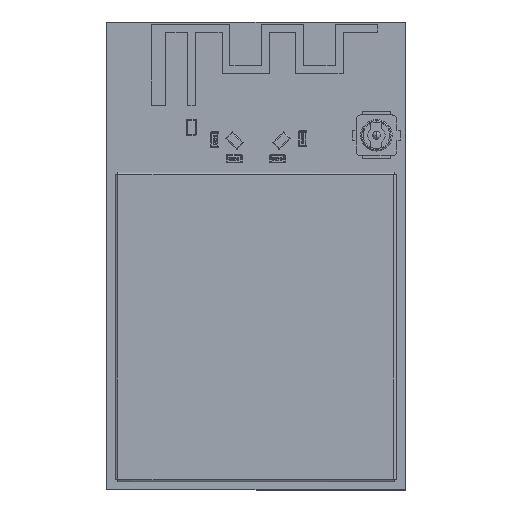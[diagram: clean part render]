
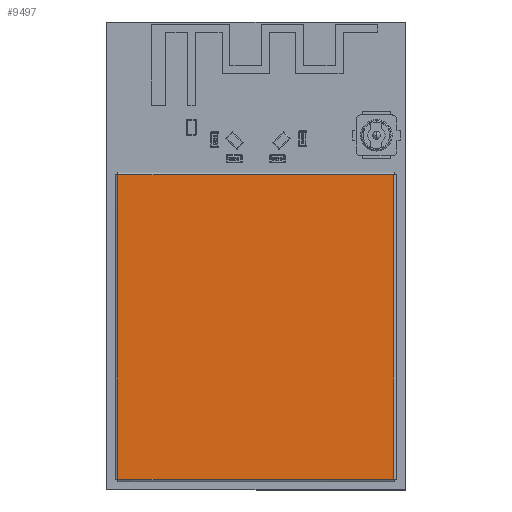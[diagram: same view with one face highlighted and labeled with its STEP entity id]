
A CAD part, top view. The second image highlights one B-rep face of the part: STEP entity #9497.
In plain terms, the highlighted face is planar.
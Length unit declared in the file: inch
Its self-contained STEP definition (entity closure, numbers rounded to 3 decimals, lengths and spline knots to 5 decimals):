
#1 = VERTEX_POINT ( 'NONE', #11929 ) ;
#58 = PLANE ( 'NONE',  #3447 ) ;
#184 = ORIENTED_EDGE ( 'NONE', *, *, #14227, .T. ) ;
#593 = EDGE_CURVE ( 'NONE', #15528, #1, #3831, .T. ) ;
#798 = EDGE_CURVE ( 'NONE', #13338, #15528, #11649, .T. ) ;
#1460 = ORIENTED_EDGE ( 'NONE', *, *, #593, .T. ) ;
#1465 = CARTESIAN_POINT ( 'NONE',  ( 0.76929, 0., 0.00079 ) ) ;
#2078 = CARTESIAN_POINT ( 'NONE',  ( 0.00669, 0., 0.69319 ) ) ;
#2759 = VECTOR ( 'NONE', #6769, 39.37008 ) ;
#3447 = AXIS2_PLACEMENT_3D ( 'NONE', #17052, #17020, #16978 ) ;
#3831 = LINE ( 'NONE', #6520, #2759 ) ;
#5532 = VECTOR ( 'NONE', #11488, 39.37008 ) ;
#5746 = CARTESIAN_POINT ( 'NONE',  ( 0., 0., 0.00079 ) ) ;
#6146 = CARTESIAN_POINT ( 'NONE',  ( 0.00669, 0., 0.00079 ) ) ;
#6344 = EDGE_LOOP ( 'NONE', ( #13233, #184, #15219, #1460 ) ) ;
#6520 = CARTESIAN_POINT ( 'NONE',  ( 0., 0., 0.6924 ) ) ;
#6769 = DIRECTION ( 'NONE',  ( -1., 0., 0. ) ) ;
#7948 = FACE_OUTER_BOUND ( 'NONE', #6344, .T. ) ;
#8523 = EDGE_CURVE ( 'NONE', #1, #11864, #15737, .T. ) ;
#9497 = ADVANCED_FACE ( 'NONE', ( #7948 ), #58, .T. ) ;
#9919 = LINE ( 'NONE', #5746, #16972 ) ;
#11488 = DIRECTION ( 'NONE',  ( 0., 0., -1. ) ) ;
#11649 = LINE ( 'NONE', #13960, #11847 ) ;
#11847 = VECTOR ( 'NONE', #14129, 39.37008 ) ;
#11864 = VERTEX_POINT ( 'NONE', #6146 ) ;
#11929 = CARTESIAN_POINT ( 'NONE',  ( 0.00669, 0., 0.6924 ) ) ;
#12894 = CARTESIAN_POINT ( 'NONE',  ( 0.76929, 0., 0.6924 ) ) ;
#13233 = ORIENTED_EDGE ( 'NONE', *, *, #8523, .T. ) ;
#13338 = VERTEX_POINT ( 'NONE', #1465 ) ;
#13960 = CARTESIAN_POINT ( 'NONE',  ( 0.76929, 0., 0.69319 ) ) ;
#14129 = DIRECTION ( 'NONE',  ( 0., 0., 1. ) ) ;
#14227 = EDGE_CURVE ( 'NONE', #11864, #13338, #9919, .T. ) ;
#15073 = DIRECTION ( 'NONE',  ( 1., 0., 0. ) ) ;
#15219 = ORIENTED_EDGE ( 'NONE', *, *, #798, .T. ) ;
#15528 = VERTEX_POINT ( 'NONE', #12894 ) ;
#15737 = LINE ( 'NONE', #2078, #5532 ) ;
#16972 = VECTOR ( 'NONE', #15073, 39.37008 ) ;
#16978 = DIRECTION ( 'NONE',  ( 0., 0., -1. ) ) ;
#17020 = DIRECTION ( 'NONE',  ( 0., -1., 0. ) ) ;
#17052 = CARTESIAN_POINT ( 'NONE',  ( 0., 0., 0.69319 ) ) ;
